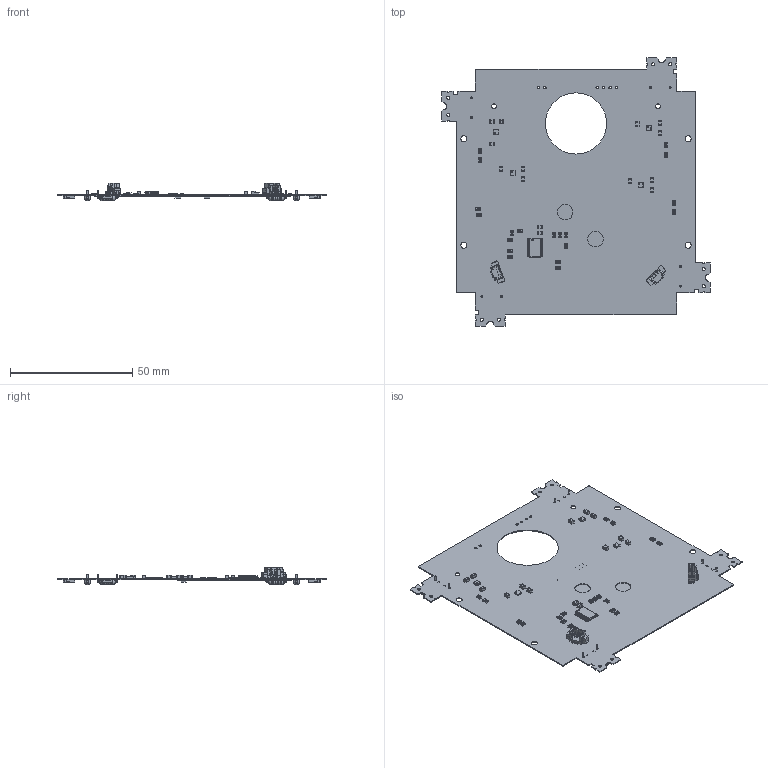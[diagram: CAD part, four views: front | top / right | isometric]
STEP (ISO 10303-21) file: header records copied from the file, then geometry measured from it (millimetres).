
FILE_DESCRIPTION(('Open CASCADE Model'),'2;1');
FILE_NAME('Open CASCADE Shape Model','2019-03-21T12:26:52',('Author'),( 'Open CASCADE'),'Open CASCADE STEP processor 6.8','Open CASCADE 6.8' ,'Unknown');
FILE_SCHEMA(('AUTOMOTIVE_DESIGN { 1 0 10303 214 1 1 1 1 }'));
Length unit declared in the file: millimetre
Products named in the file (77): PCB; Board; R24; 0805_resistor; R23; R21; R20; R19; R18; R17; R16; PV1; PT-PWR-SCL-001_SOLAR_CELL_ASSEMBLY; PT-PWR-SCL-001_SOLAR_CELL; PT-PWR-SCL-001_INTERCONNECTOR; PT-PWR-SCL-001_COVER_GLASS; PT-PWR-SCL-001_EXTERNAL_DIODE; U2; User_Library-SON8-2x2mm-1; U1; User_Library-TSSOP-24; User_Library-TSSOP-24__X2_041A043E0440043F04430441_X0_; User_Library-TSSOP-24__X2_041C04350442043A0430_X0_; User_Library-TSSOP-24__X2_041D043E0436043A0430_X0_; C3; 0805_cap; C4; C5; C6; C7; C8; C9; C10; C11; C12; C13; C14; D1; PT-ADC-SNS-002-PHOTODIODES; D2 ...
Assembly tree (131 placements, depth 4):
  PCB
    Board
    R24
      0805_resistor
    R23
      0805_resistor
    R21
      0805_resistor
    R20
      0805_resistor
    R19
      0805_resistor
    R18
      0805_resistor
    R17
      0805_resistor
    R16
      0805_resistor
    PV1
      PT-PWR-SCL-001_SOLAR_CELL_ASSEMBLY
        PT-PWR-SCL-001_SOLAR_CELL
        PT-PWR-SCL-001_INTERCONNECTOR  x3
        PT-PWR-SCL-001_COVER_GLASS
        PT-PWR-SCL-001_EXTERNAL_DIODE
    U2
      User_Library-SON8-2x2mm-1
    U1
      User_Library-TSSOP-24
        User_Library-TSSOP-24__X2_041A043E0440043F04430441_X0_
        User_Library-TSSOP-24__X2_041C04350442043A0430_X0_
        User_Library-TSSOP-24__X2_041D043E0436043A0430_X0_  x12
    C3
      0805_cap
    C4
      0805_cap
    C5
      0805_cap
    C6
      0805_cap
    C7
      0805_cap
    C8
      0805_cap
    C9
      0805_cap
    C10
      0805_cap
    C11
      0805_cap
    C12
      0805_cap
    C13
      0805_cap
    C14
      0805_cap
    D1
      PT-ADC-SNS-002-PHOTODIODES
    D2
      PT-ADC-SNS-002-PHOTODIODES
    R1
Bounding box: 109.7 x 109.7 x 7.3 mm (x, y, z)
Volume: 5058.1 mm3; surface area: 33381.5 mm2
Topology: 163 solids, 167 shells, 4189 faces, 11479 edges, 7547 vertices
Faces by surface type: plane 3153, cylinder 728, sphere 256, torus 24, bspline 16, revolution 8, cone 4
Full cylindrical faces by diameter (mm): 0.55 x16, 0.6 x4, 0.64 x4, 0.762 x8, 1.016 x6, 1.27 x8, 1.9 x4, 2 x2, 2.4 x8, 2.5 x4, 6.35 x2, 25 x1
Entity records: 37914 total; most frequent: CARTESIAN_POINT 6439, ORIENTED_EDGE 5868, DIRECTION 5722, EDGE_CURVE 2934, LINE 2512, VECTOR 2512, VERTEX_POINT 1930, AXIS2_PLACEMENT_3D 1604
